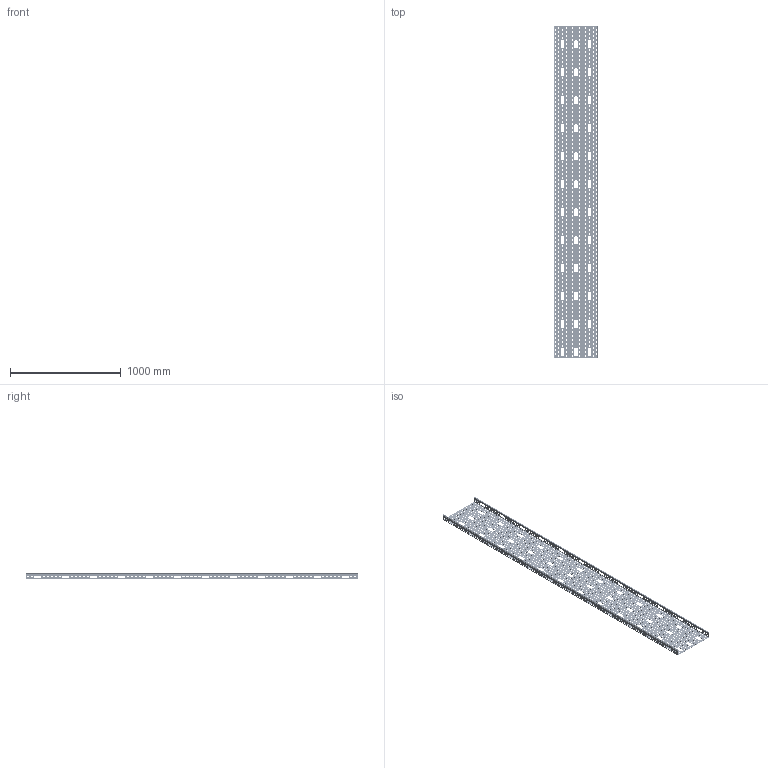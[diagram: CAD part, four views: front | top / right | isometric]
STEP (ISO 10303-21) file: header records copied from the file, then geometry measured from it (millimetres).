
FILE_DESCRIPTION(/* description */ (''),/* implementation_level */ '2;1');
FILE_NAME(/* name */ 'KAP400H60_3.stp',/* time_stamp */ '2020-05-21T12:13:07+02:00',/* author */ ('NB06DT_User'),/* organization */ (''),/* preprocessor_version */ 'ST-DEVELOPER v18.1',/* originating_system */ 'Autodesk Inventor 2021',/* authorisation */ '');
FILE_SCHEMA (('AUTOMOTIVE_DESIGN { 1 0 10303 214 3 1 1 }'));
Products named in the file (1): KAJ400H60_3
Bounding box: 400.41 x 3000 x 59.97 mm (x, y, z)
Volume: 1921609.3 mm3; surface area: 2696053.5 mm2
Topology: 1 solids, 1 shells, 5494 faces, 16412 edges, 10920 vertices
Faces by surface type: plane 2766, cylinder 2728
Entity records: 191365 total; most frequent: DIRECTION 32858, CARTESIAN_POINT 32827, ORIENTED_EDGE 32824, EDGE_CURVE 16412, LINE 10956, VECTOR 10956, AXIS2_PLACEMENT_3D 10951, VERTEX_POINT 10920
